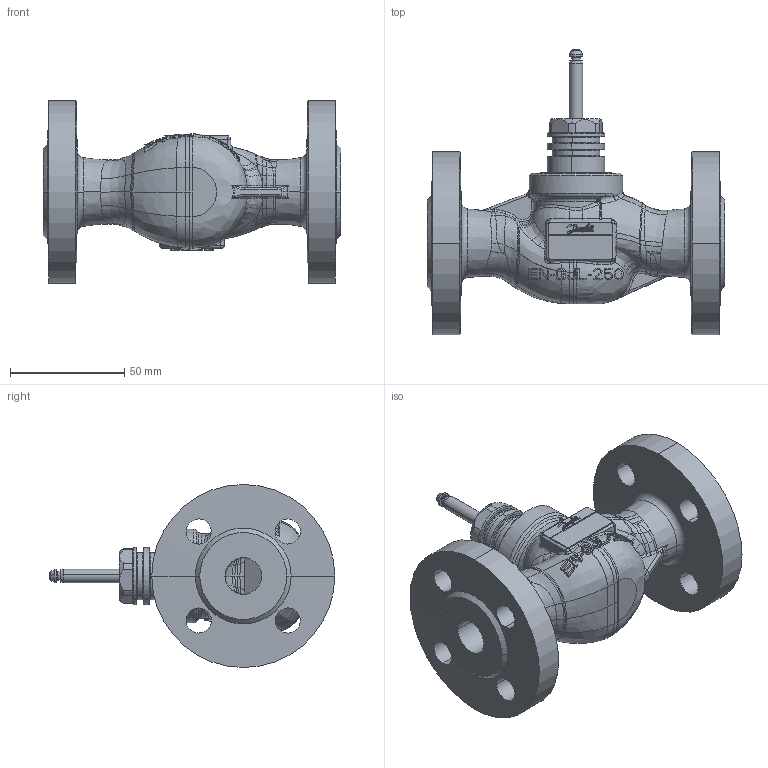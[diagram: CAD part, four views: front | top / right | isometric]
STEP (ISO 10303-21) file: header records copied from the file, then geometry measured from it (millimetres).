
FILE_DESCRIPTION((''),'2;1');
FILE_NAME('065Z0371_VALVE_VL2_DN15_ASM','2015-03-18T',('u317927'),('Danfoss'),'PRO/ENGINEER BY PARAMETRIC TECHNOLOGY CORPORATION, 2014000','PRO/ENGINEER BY PARAMETRIC TECHNOLOGY CORPORATION, 2014000','');
FILE_SCHEMA(('CONFIG_CONTROL_DESIGN'));
Length unit declared in the file: millimetre
Products named in the file (6): 8503070_VALVE_BODY_VL2_DN15; 8503200_VALVE_NECK_DN15; 8503180_STUFFING_BOX_DN15_ASM; 8503225_STEM_DN15_2P_INST; 8503299_LABEL_PLATE; 065Z0371_VALVE_VL2_DN15_ASM
Assembly tree (5 placements, depth 3):
  065Z0371_VALVE_VL2_DN15_ASM
    8503070_VALVE_BODY_VL2_DN15
    8503180_STUFFING_BOX_DN15_ASM
      8503200_VALVE_NECK_DN15
    8503225_STEM_DN15_2P_INST
    8503299_LABEL_PLATE
Bounding box: 130 x 124.8 x 80 mm (x, y, z)
Volume: 209057.6 mm3; surface area: 68160.4 mm2
Topology: 4 solids, 12 shells, 1392 faces, 3543 edges, 2195 vertices
Faces by surface type: bspline 568, plane 490, cylinder 152, cone 68, extrusion 54, torus 51, sphere 9
Entity records: 61330 total; most frequent: CARTESIAN_POINT 32949, ORIENTED_EDGE 6949, DIRECTION 4004, EDGE_CURVE 3541, VERTEX_POINT 2195, B_SPLINE_CURVE_WITH_KNOTS 1952, AXIS2_PLACEMENT_3D 1521, EDGE_LOOP 1447
